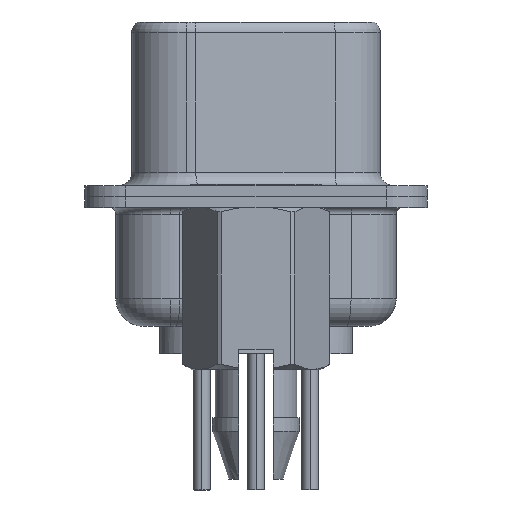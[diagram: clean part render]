
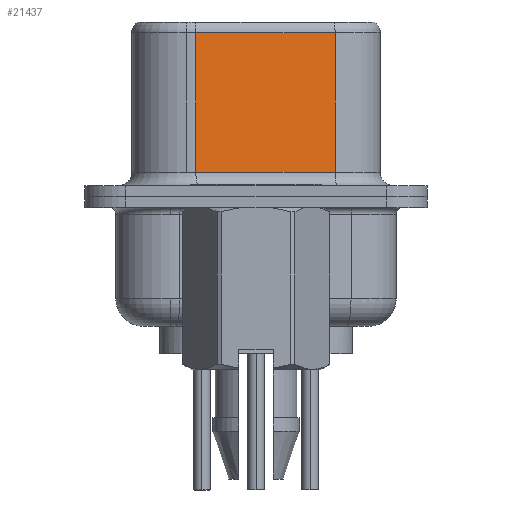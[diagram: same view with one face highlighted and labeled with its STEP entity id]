
A CAD part, left-side view. The second image highlights one B-rep face of the part: STEP entity #21437.
In plain terms, the highlighted planar face has unit normal (-0.985, -0.174, 0).
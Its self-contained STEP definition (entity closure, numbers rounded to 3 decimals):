
#149 = LINE ( 'NONE', #13556, #8940 ) ;
#772 = DIRECTION ( 'NONE',  ( -0.174, 0.985, 0. ) ) ;
#1274 = VECTOR ( 'NONE', #772, 1000. ) ;
#3465 = CARTESIAN_POINT ( 'NONE',  ( 4.515, -2.897, 0.9 ) ) ;
#3943 = CARTESIAN_POINT ( 'NONE',  ( 4.515, -2.897, 6.5 ) ) ;
#5201 = VERTEX_POINT ( 'NONE', #14175 ) ;
#5285 = LINE ( 'NONE', #9496, #17098 ) ;
#6056 = DIRECTION ( 'NONE',  ( 0., 0., -1. ) ) ;
#6716 = CARTESIAN_POINT ( 'NONE',  ( 4.515, -2.897, 6. ) ) ;
#8940 = VECTOR ( 'NONE', #13438, 1000. ) ;
#9250 = DIRECTION ( 'NONE',  ( -0.174, 0.985, 0. ) ) ;
#9377 = DIRECTION ( 'NONE',  ( 0.174, -0.985, 0. ) ) ;
#9493 = PLANE ( 'NONE',  #13436 ) ;
#9496 = CARTESIAN_POINT ( 'NONE',  ( 4.515, -2.897, 0.9 ) ) ;
#9739 = ORIENTED_EDGE ( 'NONE', *, *, #22534, .T. ) ;
#10103 = EDGE_LOOP ( 'NONE', ( #15828, #12614, #10524, #9739 ) ) ;
#10524 = ORIENTED_EDGE ( 'NONE', *, *, #12824, .T. ) ;
#10877 = CARTESIAN_POINT ( 'NONE',  ( 4.515, -2.897, 6. ) ) ;
#10964 = VECTOR ( 'NONE', #6056, 1000. ) ;
#11426 = EDGE_CURVE ( 'NONE', #17675, #21798, #19758, .T. ) ;
#12614 = ORIENTED_EDGE ( 'NONE', *, *, #11426, .T. ) ;
#12824 = EDGE_CURVE ( 'NONE', #21798, #5201, #149, .T. ) ;
#13436 = AXIS2_PLACEMENT_3D ( 'NONE', #20656, #20535, #9250 ) ;
#13438 = DIRECTION ( 'NONE',  ( 0., 0., -1. ) ) ;
#13556 = CARTESIAN_POINT ( 'NONE',  ( 3.615, 2.203, 6.5 ) ) ;
#14175 = CARTESIAN_POINT ( 'NONE',  ( 3.615, 2.203, 0.9 ) ) ;
#15828 = ORIENTED_EDGE ( 'NONE', *, *, #18918, .F. ) ;
#17098 = VECTOR ( 'NONE', #9377, 1000. ) ;
#17675 = VERTEX_POINT ( 'NONE', #10877 ) ;
#18918 = EDGE_CURVE ( 'NONE', #17675, #19937, #20958, .T. ) ;
#19758 = LINE ( 'NONE', #6716, #1274 ) ;
#19937 = VERTEX_POINT ( 'NONE', #3465 ) ;
#20421 = FACE_OUTER_BOUND ( 'NONE', #10103, .T. ) ;
#20535 = DIRECTION ( 'NONE',  ( 0.985, 0.174, 0. ) ) ;
#20656 = CARTESIAN_POINT ( 'NONE',  ( 4.515, -2.897, 6.5 ) ) ;
#20958 = LINE ( 'NONE', #3943, #10964 ) ;
#21437 = ADVANCED_FACE ( 'NONE', ( #20421 ), #9493, .F. ) ;
#21798 = VERTEX_POINT ( 'NONE', #24488 ) ;
#22534 = EDGE_CURVE ( 'NONE', #5201, #19937, #5285, .T. ) ;
#24488 = CARTESIAN_POINT ( 'NONE',  ( 3.615, 2.203, 6. ) ) ;
